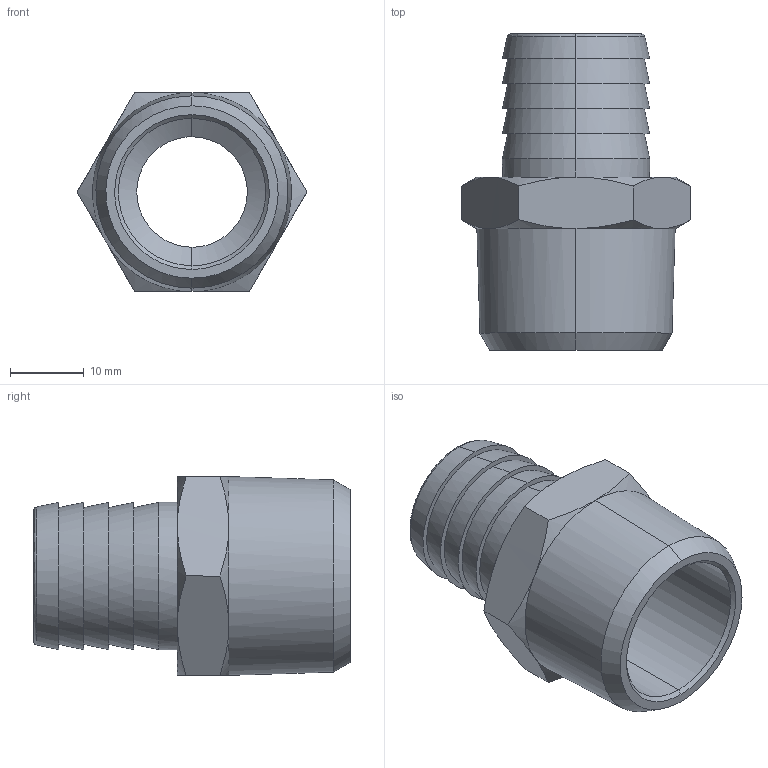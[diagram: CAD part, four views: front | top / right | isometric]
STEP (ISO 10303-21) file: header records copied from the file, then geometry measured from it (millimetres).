
FILE_DESCRIPTION (( 'STEP AP214' ), '1' );
FILE_NAME ('DRF.SP05-20_IC.STEP', '2018-09-06T06:38:58', ( '' ), ( '' ), 'SwSTEP 2.0', 'SolidWorks 2018', '' );
FILE_SCHEMA (( 'AUTOMOTIVE_DESIGN' ));
Length unit declared in the file: millimetre
Products named in the file (1): DRF.SP05-20_IC
Bounding box: 31.18 x 43 x 27 mm (x, y, z)
Volume: 8909 mm3; surface area: 6332.4 mm2
Topology: 1 solids, 1 shells, 51 faces, 106 edges, 62 vertices
Faces by surface type: bspline 51
Entity records: 2823 total; most frequent: CARTESIAN_POINT 2139, ORIENTED_EDGE 212, EDGE_CURVE 106, B_SPLINE_CURVE_WITH_KNOTS 83, VERTEX_POINT 62, EDGE_LOOP 58, ADVANCED_FACE 51, FACE_OUTER_BOUND 51
